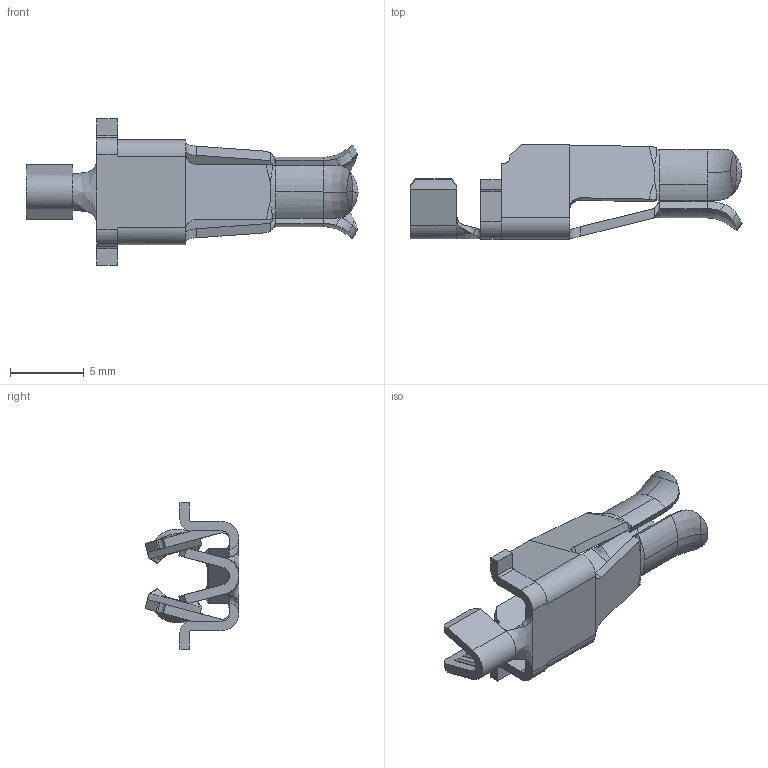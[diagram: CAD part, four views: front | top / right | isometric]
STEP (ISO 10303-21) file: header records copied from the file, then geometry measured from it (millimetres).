
FILE_DESCRIPTION (( 'STEP AP203' ), '1' );
FILE_NAME ('09576.STEP', '2015-01-20T16:18:10', ( '' ), ( '' ), 'SwSTEP 2.0', 'SolidWorks 2014', '' );
FILE_SCHEMA (( 'CONFIG_CONTROL_DESIGN' ));
Length unit declared in the file: inch
Products named in the file (1): 09576
Bounding box: 22.45 x 6.35 x 9.91 mm (x, y, z)
Volume: 161.6 mm3; surface area: 609.6 mm2
Topology: 1 solids, 1 shells, 202 faces, 537 edges, 330 vertices
Faces by surface type: plane 88, cylinder 48, bspline 48, cone 10, torus 8
Entity records: 7249 total; most frequent: CARTESIAN_POINT 2627, ORIENTED_EDGE 1060, DIRECTION 790, EDGE_CURVE 530, VERTEX_POINT 330, LINE 296, VECTOR 296, AXIS2_PLACEMENT_3D 247
